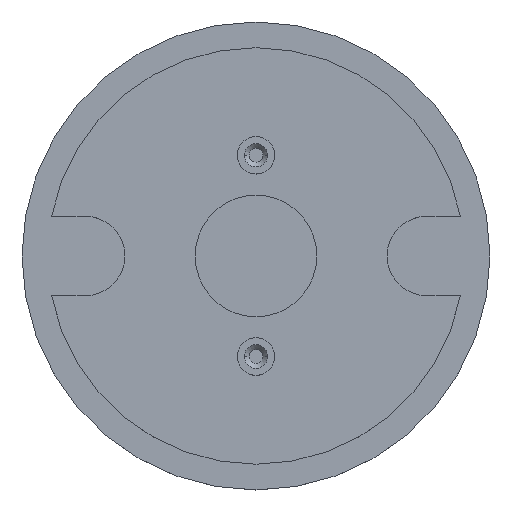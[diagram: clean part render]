
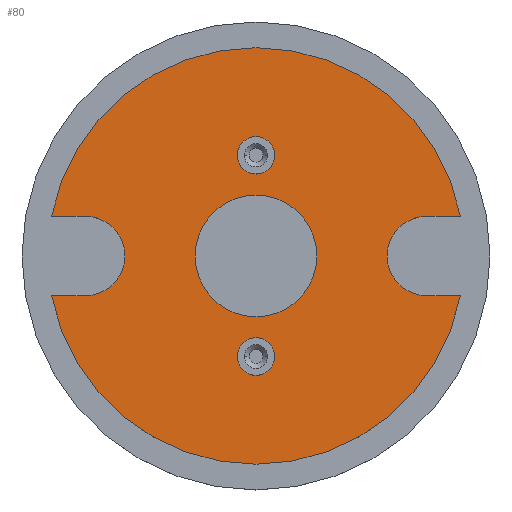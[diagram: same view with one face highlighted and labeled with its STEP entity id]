
A CAD part, top view. The second image highlights one B-rep face of the part: STEP entity #80.
In plain terms, the highlighted planar face has unit normal (0, 0, 1).
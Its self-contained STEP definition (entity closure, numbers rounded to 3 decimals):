
#23 = EDGE_CURVE ( 'NONE', #853, #594, #207, .T. ) ;
#80 = ADVANCED_FACE ( 'NONE', ( #848, #849, #850, #852 ), #847, .T. ) ;
#93 = EDGE_CURVE ( 'NONE', #907, #902, #275, .T. ) ;
#96 = EDGE_CURVE ( 'NONE', #593, #897, #297, .T. ) ;
#97 = EDGE_CURVE ( 'NONE', #885, #903, #300, .T. ) ;
#109 = ORIENTED_EDGE ( 'NONE', *, *, #93, .F. ) ;
#115 = ORIENTED_EDGE ( 'NONE', *, *, #937, .T. ) ;
#126 = ORIENTED_EDGE ( 'NONE', *, *, #935, .T. ) ;
#135 = ORIENTED_EDGE ( 'NONE', *, *, #945, .T. ) ;
#142 = ORIENTED_EDGE ( 'NONE', *, *, #938, .T. ) ;
#144 = ORIENTED_EDGE ( 'NONE', *, *, #941, .T. ) ;
#156 = ORIENTED_EDGE ( 'NONE', *, *, #940, .T. ) ;
#159 = ORIENTED_EDGE ( 'NONE', *, *, #942, .T. ) ;
#161 = ORIENTED_EDGE ( 'NONE', *, *, #96, .T. ) ;
#165 = ORIENTED_EDGE ( 'NONE', *, *, #939, .T. ) ;
#166 = ORIENTED_EDGE ( 'NONE', *, *, #944, .T. ) ;
#169 = ORIENTED_EDGE ( 'NONE', *, *, #23, .T. ) ;
#179 = ORIENTED_EDGE ( 'NONE', *, *, #943, .T. ) ;
#184 = ORIENTED_EDGE ( 'NONE', *, *, #936, .F. ) ;
#198 = ORIENTED_EDGE ( 'NONE', *, *, #97, .T. ) ;
#200 = AXIS2_PLACEMENT_3D ( 'NONE', #655, #656, #657 ) ;
#207 = CIRCLE ( 'NONE', #200, 4. ) ;
#275 = CIRCLE ( 'NONE', #298, 13. ) ;
#285 = AXIS2_PLACEMENT_3D ( 'NONE', #845, #360, #361 ) ;
#297 = CIRCLE ( 'NONE', #302, 4. ) ;
#298 = AXIS2_PLACEMENT_3D ( 'NONE', #420, #421, #422 ) ;
#300 = CIRCLE ( 'NONE', #303, 8.5 ) ;
#302 = AXIS2_PLACEMENT_3D ( 'NONE', #429, #430, #431 ) ;
#303 = AXIS2_PLACEMENT_3D ( 'NONE', #434, #435, #436 ) ;
#315 = AXIS2_PLACEMENT_3D ( 'NONE', #504, #505, #506 ) ;
#316 = CIRCLE ( 'NONE', #315, 4. ) ;
#317 = CIRCLE ( 'NONE', #326, 8.5 ) ;
#318 = AXIS2_PLACEMENT_3D ( 'NONE', #514, #515, #516 ) ;
#319 = VECTOR ( 'NONE', #517, 1000. ) ;
#320 = AXIS2_PLACEMENT_3D ( 'NONE', #509, #510, #511 ) ;
#321 = CIRCLE ( 'NONE', #318, 44.5 ) ;
#322 = CIRCLE ( 'NONE', #320, 13. ) ;
#325 = VECTOR ( 'NONE', #523, 1000. ) ;
#326 = AXIS2_PLACEMENT_3D ( 'NONE', #520, #521, #522 ) ;
#327 = CIRCLE ( 'NONE', #329, 44.5 ) ;
#328 = VECTOR ( 'NONE', #529, 1000. ) ;
#329 = AXIS2_PLACEMENT_3D ( 'NONE', #526, #527, #528 ) ;
#330 = CIRCLE ( 'NONE', #332, 8.5 ) ;
#331 = VECTOR ( 'NONE', #533, 1000. ) ;
#332 = AXIS2_PLACEMENT_3D ( 'NONE', #530, #531, #532 ) ;
#333 = CIRCLE ( 'NONE', #335, 4. ) ;
#335 = AXIS2_PLACEMENT_3D ( 'NONE', #536, #537, #538 ) ;
#360 = DIRECTION ( 'NONE',  ( 0., 0., 1. ) ) ;
#361 = DIRECTION ( 'NONE',  ( 1., 0., 0. ) ) ;
#420 = CARTESIAN_POINT ( 'NONE',  ( 0., 0., 3. ) ) ;
#421 = DIRECTION ( 'NONE',  ( 0., 0., 1. ) ) ;
#422 = DIRECTION ( 'NONE',  ( 1., 0., 0. ) ) ;
#429 = CARTESIAN_POINT ( 'NONE',  ( 0., -21.5, 3. ) ) ;
#430 = DIRECTION ( 'NONE',  ( 0., 0., -1. ) ) ;
#431 = DIRECTION ( 'NONE',  ( 1., 0., 0. ) ) ;
#434 = CARTESIAN_POINT ( 'NONE',  ( 36.511, 0., 3. ) ) ;
#435 = DIRECTION ( 'NONE',  ( 0., 0., -1. ) ) ;
#436 = DIRECTION ( 'NONE',  ( 1., 0., 0. ) ) ;
#442 = CARTESIAN_POINT ( 'NONE',  ( -4., -21.5, 3. ) ) ;
#451 = CARTESIAN_POINT ( 'NONE',  ( 4., 21.5, 3. ) ) ;
#455 = CARTESIAN_POINT ( 'NONE',  ( -43.681, -8.5, 3. ) ) ;
#457 = CARTESIAN_POINT ( 'NONE',  ( -4., 21.5, 3. ) ) ;
#460 = CARTESIAN_POINT ( 'NONE',  ( 43.681, -8.5, 3. ) ) ;
#462 = CARTESIAN_POINT ( 'NONE',  ( -36.511, 8.5, 3. ) ) ;
#474 = CARTESIAN_POINT ( 'NONE',  ( 28.011, 0., 3. ) ) ;
#476 = CARTESIAN_POINT ( 'NONE',  ( -36.511, -8.5, 3. ) ) ;
#477 = CARTESIAN_POINT ( 'NONE',  ( -43.681, 8.5, 3. ) ) ;
#478 = CARTESIAN_POINT ( 'NONE',  ( 4., -21.5, 3. ) ) ;
#482 = CARTESIAN_POINT ( 'NONE',  ( 13., 0., 3. ) ) ;
#483 = CARTESIAN_POINT ( 'NONE',  ( 36.511, 8.5, 3. ) ) ;
#487 = CARTESIAN_POINT ( 'NONE',  ( -13., 0., 3. ) ) ;
#492 = CARTESIAN_POINT ( 'NONE',  ( 43.681, 8.5, 3. ) ) ;
#497 = CARTESIAN_POINT ( 'NONE',  ( 36.511, -8.5, 3. ) ) ;
#504 = CARTESIAN_POINT ( 'NONE',  ( 0., -21.5, 3. ) ) ;
#505 = DIRECTION ( 'NONE',  ( 0., 0., -1. ) ) ;
#506 = DIRECTION ( 'NONE',  ( 1., 0., 0. ) ) ;
#507 = LINE ( 'NONE', #508, #319 ) ;
#508 = CARTESIAN_POINT ( 'NONE',  ( 36.511, -8.5, 3. ) ) ;
#509 = CARTESIAN_POINT ( 'NONE',  ( 0., 0., 3. ) ) ;
#510 = DIRECTION ( 'NONE',  ( 0., 0., 1. ) ) ;
#511 = DIRECTION ( 'NONE',  ( 1., 0., 0. ) ) ;
#512 = LINE ( 'NONE', #513, #325 ) ;
#513 = CARTESIAN_POINT ( 'NONE',  ( 43.681, 8.5, 3. ) ) ;
#514 = CARTESIAN_POINT ( 'NONE',  ( 0., 0., 3. ) ) ;
#515 = DIRECTION ( 'NONE',  ( 0., 0., 1. ) ) ;
#516 = DIRECTION ( 'NONE',  ( 1., 0., 0. ) ) ;
#517 = DIRECTION ( 'NONE',  ( -1., 0., 0. ) ) ;
#518 = LINE ( 'NONE', #519, #328 ) ;
#519 = CARTESIAN_POINT ( 'NONE',  ( -36.511, 8.5, 3. ) ) ;
#520 = CARTESIAN_POINT ( 'NONE',  ( 36.511, 0., 3. ) ) ;
#521 = DIRECTION ( 'NONE',  ( 0., 0., -1. ) ) ;
#522 = DIRECTION ( 'NONE',  ( 1., 0., 0. ) ) ;
#523 = DIRECTION ( 'NONE',  ( 1., 0., 0. ) ) ;
#524 = LINE ( 'NONE', #525, #331 ) ;
#525 = CARTESIAN_POINT ( 'NONE',  ( -43.681, -8.5, 3. ) ) ;
#526 = CARTESIAN_POINT ( 'NONE',  ( 0., 0., 3. ) ) ;
#527 = DIRECTION ( 'NONE',  ( 0., 0., 1. ) ) ;
#528 = DIRECTION ( 'NONE',  ( 1., 0., 0. ) ) ;
#529 = DIRECTION ( 'NONE',  ( 1., 0., 0. ) ) ;
#530 = CARTESIAN_POINT ( 'NONE',  ( -36.511, 0., 3. ) ) ;
#531 = DIRECTION ( 'NONE',  ( 0., 0., -1. ) ) ;
#532 = DIRECTION ( 'NONE',  ( 1., 0., 0. ) ) ;
#533 = DIRECTION ( 'NONE',  ( -1., 0., 0. ) ) ;
#536 = CARTESIAN_POINT ( 'NONE',  ( 0., 21.5, 3. ) ) ;
#537 = DIRECTION ( 'NONE',  ( 0., 0., -1. ) ) ;
#538 = DIRECTION ( 'NONE',  ( 1., 0., 0. ) ) ;
#593 = VERTEX_POINT ( 'NONE', #442 ) ;
#594 = VERTEX_POINT ( 'NONE', #451 ) ;
#655 = CARTESIAN_POINT ( 'NONE',  ( 0., 21.5, 3. ) ) ;
#656 = DIRECTION ( 'NONE',  ( 0., 0., -1. ) ) ;
#657 = DIRECTION ( 'NONE',  ( 1., 0., 0. ) ) ;
#845 = CARTESIAN_POINT ( 'NONE',  ( 0., 0., 3. ) ) ;
#847 = PLANE ( 'NONE',  #285 ) ;
#848 = FACE_BOUND ( 'NONE', #863, .T. ) ;
#849 = FACE_BOUND ( 'NONE', #864, .T. ) ;
#850 = FACE_OUTER_BOUND ( 'NONE', #860, .T. ) ;
#852 = FACE_BOUND ( 'NONE', #892, .T. ) ;
#853 = VERTEX_POINT ( 'NONE', #457 ) ;
#859 = VERTEX_POINT ( 'NONE', #460 ) ;
#860 = EDGE_LOOP ( 'NONE', ( #115, #142, #165, #198, #156, #144, #159, #179, #166 ) ) ;
#863 = EDGE_LOOP ( 'NONE', ( #161, #126 ) ) ;
#864 = EDGE_LOOP ( 'NONE', ( #184, #109 ) ) ;
#876 = VERTEX_POINT ( 'NONE', #455 ) ;
#883 = VERTEX_POINT ( 'NONE', #462 ) ;
#885 = VERTEX_POINT ( 'NONE', #474 ) ;
#891 = VERTEX_POINT ( 'NONE', #476 ) ;
#892 = EDGE_LOOP ( 'NONE', ( #169, #135 ) ) ;
#895 = VERTEX_POINT ( 'NONE', #477 ) ;
#897 = VERTEX_POINT ( 'NONE', #478 ) ;
#902 = VERTEX_POINT ( 'NONE', #482 ) ;
#903 = VERTEX_POINT ( 'NONE', #483 ) ;
#907 = VERTEX_POINT ( 'NONE', #487 ) ;
#915 = VERTEX_POINT ( 'NONE', #492 ) ;
#925 = VERTEX_POINT ( 'NONE', #497 ) ;
#935 = EDGE_CURVE ( 'NONE', #897, #593, #316, .T. ) ;
#936 = EDGE_CURVE ( 'NONE', #902, #907, #322, .T. ) ;
#937 = EDGE_CURVE ( 'NONE', #876, #859, #321, .T. ) ;
#938 = EDGE_CURVE ( 'NONE', #859, #925, #507, .T. ) ;
#939 = EDGE_CURVE ( 'NONE', #925, #885, #317, .T. ) ;
#940 = EDGE_CURVE ( 'NONE', #903, #915, #512, .T. ) ;
#941 = EDGE_CURVE ( 'NONE', #915, #895, #327, .T. ) ;
#942 = EDGE_CURVE ( 'NONE', #895, #883, #518, .T. ) ;
#943 = EDGE_CURVE ( 'NONE', #883, #891, #330, .T. ) ;
#944 = EDGE_CURVE ( 'NONE', #891, #876, #524, .T. ) ;
#945 = EDGE_CURVE ( 'NONE', #594, #853, #333, .T. ) ;
